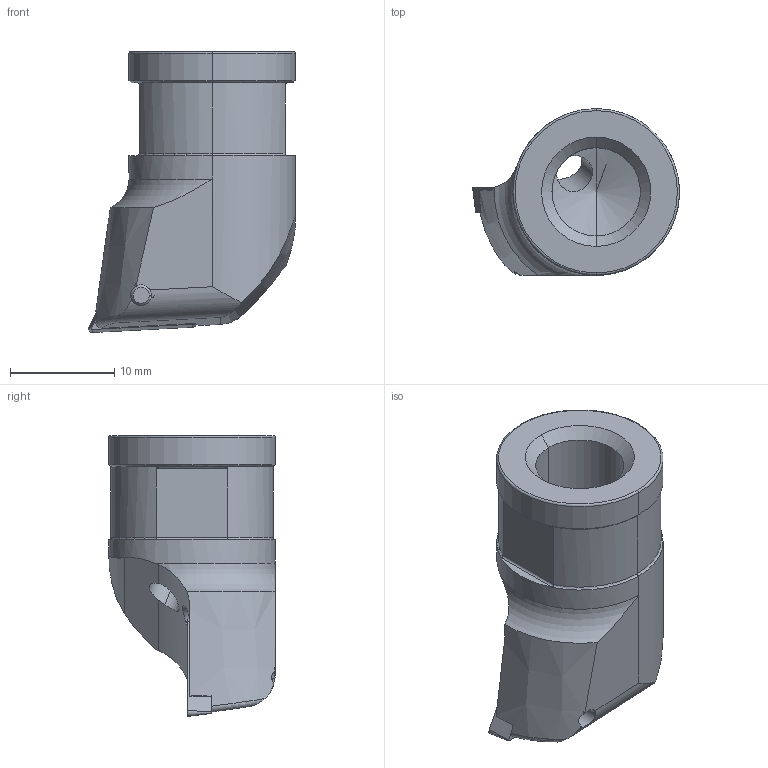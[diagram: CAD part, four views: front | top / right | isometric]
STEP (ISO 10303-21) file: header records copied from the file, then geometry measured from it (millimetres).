
FILE_DESCRIPTION(('no description'),'unknown implementation level');
FILE_NAME('7EB49715-6F39-42D5-8A52-3F4906468A6B_export.stp',' ',('CIMSOURCE GmbH'),('CADClick - KiM GmbH - www.kimweb.de'),'unknown preprocess','ACIS','unknown authorization');
FILE_SCHEMA(('automotive_design'));
Length unit declared in the file: millimetre
Products named in the file (3): 615.290 Kaiser E24 TC11|655.383 Kaiser TCGT 110204 K10C;Kombinieren1; 615.290 Kaiser E24 TC11|694.122 Kaiser ETL M2.5x6.5 T7 IP 10S;Kreismuster1; 615.290 Kaiser E24 TC11|615.290 Kaiser E24 TC11;Schnitt-Rotation2
Bounding box: 19.88 x 16 x 27 mm (x, y, z)
Volume: 3543.7 mm3; surface area: 2322.8 mm2
Topology: 3 solids, 3 shells, 129 faces, 319 edges, 195 vertices
Faces by surface type: cylinder 55, plane 31, cone 29, torus 13, bspline 1
Entity records: 8828 total; most frequent: CARTESIAN_POINT 2081, DIRECTION 686, STYLED_ITEM 644, PRESENTATION_STYLE_ASSIGNMENT 644, COLOUR_RGB 644, ORIENTED_EDGE 634, EDGE_CURVE 317, CURVE_STYLE 317
